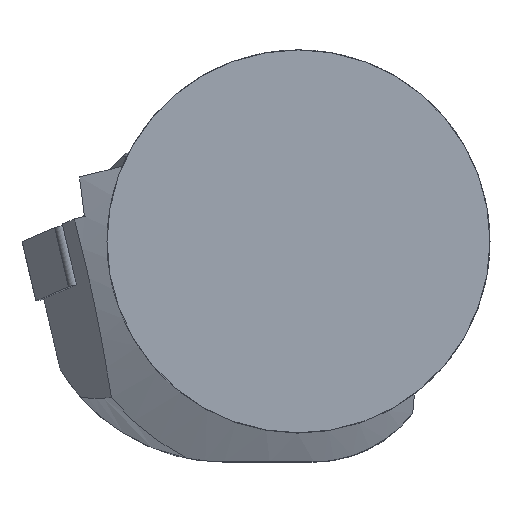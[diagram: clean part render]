
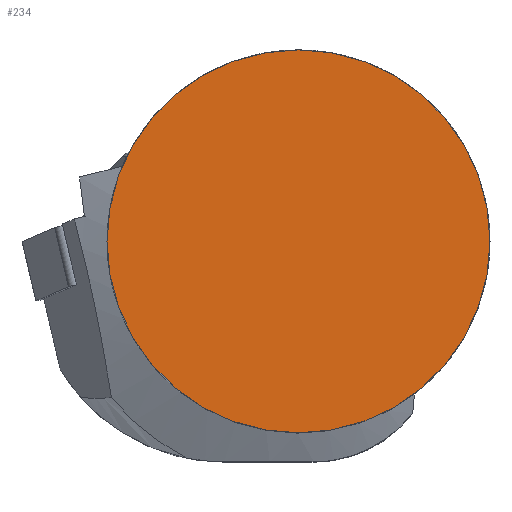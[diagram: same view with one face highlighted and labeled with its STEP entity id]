
A CAD part, top view. The second image highlights one B-rep face of the part: STEP entity #234.
In plain terms, the highlighted planar face has unit normal (0, 0, 1).
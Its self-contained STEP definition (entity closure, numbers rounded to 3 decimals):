
#139=FACE_OUTER_BOUND('',#378,.T.);
#234=ADVANCED_FACE('',(#139),#301,.T.);
#301=PLANE('',#1627);
#378=EDGE_LOOP('',(#713));
#521=CIRCLE('',#1598,20.);
#713=ORIENTED_EDGE('',*,*,#1162,.T.);
#1015=VERTEX_POINT('',#2250);
#1162=EDGE_CURVE('',#1015,#1015,#521,.T.);
#1598=AXIS2_PLACEMENT_3D('',#2249,#1801,#1802);
#1627=AXIS2_PLACEMENT_3D('',#2356,#1881,#1882);
#1801=DIRECTION('',(0.,0.,1.));
#1802=DIRECTION('',(1.,0.,0.));
#1881=DIRECTION('',(0.,0.,1.));
#1882=DIRECTION('',(1.,0.,0.));
#2249=CARTESIAN_POINT('',(0.,0.,0.));
#2250=CARTESIAN_POINT('',(20.,0.,0.));
#2356=CARTESIAN_POINT('',(0.,0.,0.));
